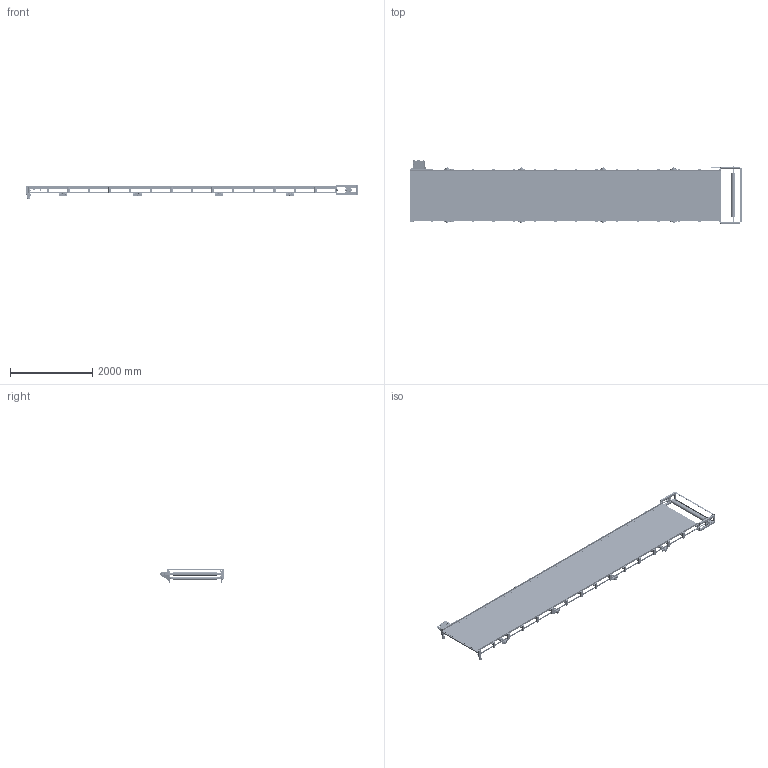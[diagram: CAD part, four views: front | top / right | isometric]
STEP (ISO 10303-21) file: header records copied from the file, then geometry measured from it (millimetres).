
FILE_DESCRIPTION(/* description */ (''),/* implementation_level */ '2;1');
FILE_NAME(/* name */ '1.stp',/* time_stamp */ '2024-09-23T08:51:49-04:00',/* author */ ('AQUILES'),/* organization */ (''),/* preprocessor_version */ 'ST-DEVELOPER v19',/* originating_system */ 'Autodesk Inventor 2023',/* authorisation */ '');
FILE_SCHEMA (('AUTOMOTIVE_DESIGN { 1 0 10303 214 3 1 1 }'));
Length unit declared in the file: millimetre
Products named in the file (60): 1; 1.1; Frame 1719891126755; Skeleton 1719891126756; DIN 59370 - 50 x 5 - 7560; DIN 59370 - 50 x 5 - 7560_1; DIN 59370 - 40 x 4 - 7560; DIN 59370 - 40 x 4 - 7560_1; Plate Sharp Corners (mm) 32 x 52 x 5; DIN 59 410 - 60x40x4-160; DIN 59 410 - 60x40x4-160_1; DIN 59 410 - 60x40x4-1220; DIN 59 410 - 60x40x4-146.39; DIN 59 410 - 60x40x4-146.39_1; DIN 59 410 - 40x40x2.9-440; JIS G 3350D - 4031     60x30x10-7560; JIS G 3350D - 4031     60x30x10-7560_1; 1.1.1_2400; 1.1.1_360; 1.2; 1.2.1; 1.2.2; 1.2.3; 1.2.4; DIN 933 - M10  x 35; DIN 555-5 - M10; 1.3; Frame 1719973683717; Skeleton 1719973683718; DIN 59370 - 40 x 4 - 250; DIN 59370 - 40 x 4 - 250_1; DIN 59370 - 40 x 4 - 1300; DIN 59370 - 40 x 4 - 1300_1; DIN 59 410 - 60x40x4-460; DIN 59 410 - 60x40x4-460_1; DIN 59 410 - 60x40x4-460_2; DIN 59 410 - 60x40x4-460_3; DIN 59 410 - 40x40x2.9-250; DIN 59 410 - 40x40x2.9-250_1; DIN 6880 - 14-270 ...
Assembly tree (174 placements, depth 4):
  1
    1.1
      Frame 1719891126755
        Skeleton 1719891126756
        DIN 59370 - 50 x 5 - 7560
        DIN 59370 - 50 x 5 - 7560_1
        DIN 59370 - 40 x 4 - 7560
        DIN 59370 - 40 x 4 - 7560_1
        Plate Sharp Corners (mm) 32 x 52 x 5  x32
        DIN 59 410 - 60x40x4-160  x16
        DIN 59 410 - 60x40x4-160_1  x16
        DIN 59 410 - 60x40x4-1220  x16
        DIN 59 410 - 60x40x4-146.39
        DIN 59 410 - 60x40x4-146.39_1
        DIN 59 410 - 40x40x2.9-440  x2
        JIS G 3350D - 4031     60x30x10-7560
        JIS G 3350D - 4031     60x30x10-7560_1
      1.1.1_2400  x3
      1.1.1_360
    1.2
      1.2.1
      1.2.2  x2
      1.2.3
      1.2.4  x2
      DIN 933 - M10  x 35  x2
      DIN 555-5 - M10  x2
    1.3
      Frame 1719973683717
        Skeleton 1719973683718
        DIN 59370 - 40 x 4 - 250
        DIN 59370 - 40 x 4 - 250_1
        DIN 59370 - 40 x 4 - 1300
        DIN 59370 - 40 x 4 - 1300_1
        DIN 59 410 - 60x40x4-460
        DIN 59 410 - 60x40x4-460_1
        DIN 59 410 - 60x40x4-460_2
        DIN 59 410 - 60x40x4-460_3
        DIN 59 410 - 40x40x2.9-250
        DIN 59 410 - 40x40x2.9-250_1
        DIN 6880 - 14-270
        DIN 6880 - 14-270_1
        DIN 6880 - 14-270_2
        DIN 6880 - 14-270_3
      1.3.8  x2
      DIN 555-5 - M20  x8
      DIN 126 - 22  x4
      EN 10060 - 20 - 490  x2
    1.4  x4
      1.4.1
      1.4.2
      EN 10060 - 32 - 1360
      1.4.4
      1.4.5
      DIN 933 - M16  x 40
      DIN 126 - 17.5
      DIN 127 - A 16
      DIN 555-5 - M16
    1.4_2
      EN 10060 - 40 - 1410
      1.4.4
Bounding box: 8061 x 1575 x 350.41 mm (x, y, z)
Volume: 79264743.8 mm3; surface area: 42182861.8 mm2
Topology: 344 solids, 344 shells, 4721 faces, 11209 edges, 7298 vertices
Faces by surface type: plane 2432, cylinder 1291, cone 630, torus 226, sphere 140, bspline 2
Full cylindrical faces by diameter (mm): 1.7 x18, 2 x2, 2.31 x8, 2.6 x2, 3.4 x10, 5.4 x2, 6.5 x2, 6.859 x8, 8 x4, 8.376 x4, 8.38 x8, 8.64 x8, 9.188 x2, 9.526 x8, 10 x2, 10.29 x8, 13.835 x16, 14.3 x16, 14.917 x16, 15.4 x2, 16 x32, 17.294 x8, 17.5 x16, 20 x2, 21 x2, 22 x20, 29 x2, 30 x16, 31.75 x16, 32 x4
Entity records: 35286 total; most frequent: CARTESIAN_POINT 6452, DIRECTION 6022, ORIENTED_EDGE 5164, EDGE_CURVE 2582, AXIS2_PLACEMENT_3D 2254, VERTEX_POINT 1719, LINE 1514, VECTOR 1514
